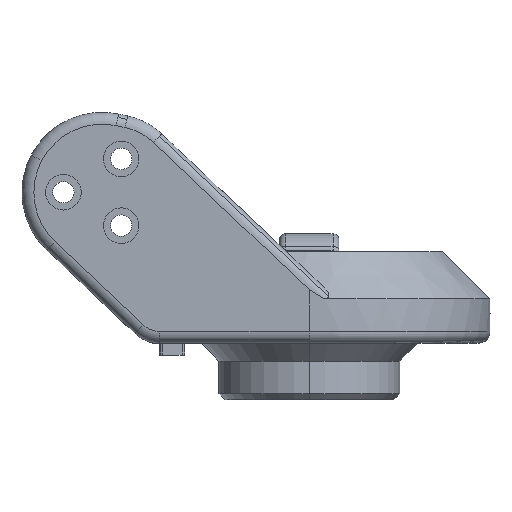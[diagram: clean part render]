
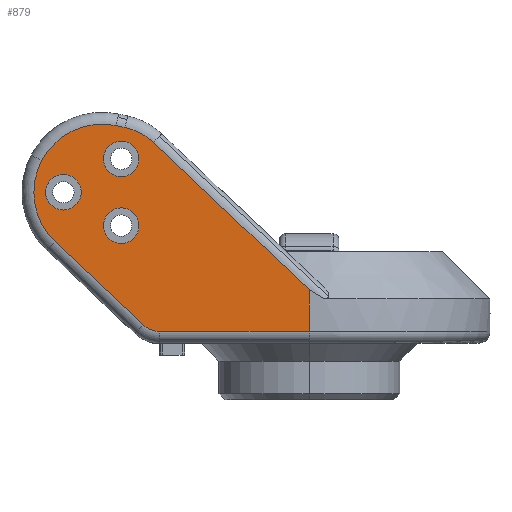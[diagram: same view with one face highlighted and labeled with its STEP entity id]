
A CAD part, left-side view. The second image highlights one B-rep face of the part: STEP entity #879.
In plain terms, the highlighted planar face has unit normal (-1, 0, 0).
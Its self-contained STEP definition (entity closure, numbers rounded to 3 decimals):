
#68 = CARTESIAN_POINT ( 'NONE',  ( -30.5, 31.75, 138.629 ) ) ;
#170 = ORIENTED_EDGE ( 'NONE', *, *, #6318, .T. ) ;
#192 = VERTEX_POINT ( 'NONE', #3203 ) ;
#224 = FACE_OUTER_BOUND ( 'NONE', #2540, .T. ) ;
#292 = EDGE_CURVE ( 'NONE', #4682, #1406, #3919, .T. ) ;
#445 = VERTEX_POINT ( 'NONE', #1690 ) ;
#457 = DIRECTION ( 'NONE',  ( 0., 0., 1. ) ) ;
#576 = CIRCLE ( 'NONE', #6247, 4. ) ;
#579 = VECTOR ( 'NONE', #5261, 1000. ) ;
#581 = CIRCLE ( 'NONE', #4688, 10. ) ;
#616 = ORIENTED_EDGE ( 'NONE', *, *, #3845, .F. ) ;
#626 = DIRECTION ( 'NONE',  ( 1., 0., 0. ) ) ;
#668 = VERTEX_POINT ( 'NONE', #6129 ) ;
#699 = CARTESIAN_POINT ( 'NONE',  ( -30.5, 0., 109.5 ) ) ;
#760 = AXIS2_PLACEMENT_3D ( 'NONE', #4140, #1578, #6089 ) ;
#794 = AXIS2_PLACEMENT_3D ( 'NONE', #5116, #3149, #2071 ) ;
#806 = CARTESIAN_POINT ( 'NONE',  ( -30.5, 42.899, 124.642 ) ) ;
#850 = FACE_BOUND ( 'NONE', #3207, .T. ) ;
#869 = ORIENTED_EDGE ( 'NONE', *, *, #1925, .T. ) ;
#879 = ADVANCED_FACE ( 'NONE', ( #6228, #5218, #850, #224 ), #6324, .T. ) ;
#985 = AXIS2_PLACEMENT_3D ( 'NONE', #5237, #6253, #2938 ) ;
#1014 = DIRECTION ( 'NONE',  ( 1., 0., 0. ) ) ;
#1107 = CARTESIAN_POINT ( 'NONE',  ( -30.5, 25.286, 109.5 ) ) ;
#1128 = CARTESIAN_POINT ( 'NONE',  ( -30.5, 31.75, 127.371 ) ) ;
#1139 = EDGE_CURVE ( 'NONE', #5688, #4682, #2432, .T. ) ;
#1195 = AXIS2_PLACEMENT_3D ( 'NONE', #68, #2532, #5547 ) ;
#1274 = CARTESIAN_POINT ( 'NONE',  ( -30.5, 35., 133. ) ) ;
#1313 = AXIS2_PLACEMENT_3D ( 'NONE', #4088, #5646, #1588 ) ;
#1406 = VERTEX_POINT ( 'NONE', #3036 ) ;
#1539 = CARTESIAN_POINT ( 'NONE',  ( -30.5, 25.286, 113.5 ) ) ;
#1546 = CARTESIAN_POINT ( 'NONE',  ( -30.5, 32.595, 144.246 ) ) ;
#1578 = DIRECTION ( 'NONE',  ( 1., 0., 0. ) ) ;
#1588 = DIRECTION ( 'NONE',  ( 0., -1., 0. ) ) ;
#1674 = ORIENTED_EDGE ( 'NONE', *, *, #5734, .F. ) ;
#1690 = CARTESIAN_POINT ( 'NONE',  ( -30.5, 28.034, 110.593 ) ) ;
#1693 = AXIS2_PLACEMENT_3D ( 'NONE', #4805, #1839, #5801 ) ;
#1694 = DIRECTION ( 'NONE',  ( 1., 0., 0. ) ) ;
#1726 = LINE ( 'NONE', #4839, #579 ) ;
#1822 = CIRCLE ( 'NONE', #5476, 3. ) ;
#1839 = DIRECTION ( 'NONE',  ( -1., 0., 0. ) ) ;
#1925 = EDGE_CURVE ( 'NONE', #2848, #5909, #4324, .T. ) ;
#1943 = CIRCLE ( 'NONE', #794, 11.5 ) ;
#1945 = EDGE_LOOP ( 'NONE', ( #3590, #4531 ) ) ;
#1950 = DIRECTION ( 'NONE',  ( 0., -0.978, -0.209 ) ) ;
#1976 = CARTESIAN_POINT ( 'NONE',  ( -30.5, 6.625, 109.5 ) ) ;
#2029 = ORIENTED_EDGE ( 'NONE', *, *, #292, .F. ) ;
#2030 = CARTESIAN_POINT ( 'NONE',  ( -30.5, 34.75, 138.629 ) ) ;
#2071 = DIRECTION ( 'NONE',  ( 0., 0.885, 0.465 ) ) ;
#2158 = VERTEX_POINT ( 'NONE', #2030 ) ;
#2280 = CARTESIAN_POINT ( 'NONE',  ( -30.5, 45.18, 138.35 ) ) ;
#2294 = EDGE_CURVE ( 'NONE', #5909, #2848, #4752, .T. ) ;
#2319 = DIRECTION ( 'NONE',  ( 1., 0., 0. ) ) ;
#2389 = CARTESIAN_POINT ( 'NONE',  ( -30.5, 41.5, 133. ) ) ;
#2432 = CIRCLE ( 'NONE', #3696, 11.5 ) ;
#2463 = CARTESIAN_POINT ( 'NONE',  ( -30.5, 0., 123. ) ) ;
#2532 = DIRECTION ( 'NONE',  ( 1., 0., 0. ) ) ;
#2540 = EDGE_LOOP ( 'NONE', ( #4200, #5598, #170, #1674, #5630, #2029, #5129, #616, #5071 ) ) ;
#2611 = EDGE_CURVE ( 'NONE', #2158, #668, #4650, .T. ) ;
#2629 = DIRECTION ( 'NONE',  ( 0., -1., 0. ) ) ;
#2703 = VECTOR ( 'NONE', #457, 1000. ) ;
#2720 = VERTEX_POINT ( 'NONE', #699 ) ;
#2751 = AXIS2_PLACEMENT_3D ( 'NONE', #1128, #626, #2629 ) ;
#2848 = VERTEX_POINT ( 'NONE', #5540 ) ;
#2924 = EDGE_CURVE ( 'NONE', #6284, #192, #1822, .T. ) ;
#2938 = DIRECTION ( 'NONE',  ( 0., -1., 0. ) ) ;
#2959 = VERTEX_POINT ( 'NONE', #4300 ) ;
#2986 = ORIENTED_EDGE ( 'NONE', *, *, #2294, .T. ) ;
#3027 = LINE ( 'NONE', #2463, #2703 ) ;
#3031 = EDGE_CURVE ( 'NONE', #192, #6284, #6414, .T. ) ;
#3036 = CARTESIAN_POINT ( 'NONE',  ( -30.5, 31.084, 143.923 ) ) ;
#3149 = DIRECTION ( 'NONE',  ( 1., 0., 0. ) ) ;
#3203 = CARTESIAN_POINT ( 'NONE',  ( -30.5, 44.5, 133. ) ) ;
#3204 = DIRECTION ( 'NONE',  ( 0., 0.885, 0.465 ) ) ;
#3207 = EDGE_LOOP ( 'NONE', ( #4850, #6085 ) ) ;
#3240 = VERTEX_POINT ( 'NONE', #1107 ) ;
#3275 = DIRECTION ( 'NONE',  ( 0., -1., 0. ) ) ;
#3343 = VERTEX_POINT ( 'NONE', #806 ) ;
#3348 = CARTESIAN_POINT ( 'NONE',  ( -30.5, 34.846, 117.031 ) ) ;
#3475 = DIRECTION ( 'NONE',  ( 0., 1., 0. ) ) ;
#3494 = EDGE_CURVE ( 'NONE', #668, #2158, #5599, .T. ) ;
#3533 = VECTOR ( 'NONE', #3475, 1000. ) ;
#3551 = CARTESIAN_POINT ( 'NONE',  ( -30.5, 28.75, 127.371 ) ) ;
#3590 = ORIENTED_EDGE ( 'NONE', *, *, #2924, .T. ) ;
#3696 = AXIS2_PLACEMENT_3D ( 'NONE', #1274, #5725, #3204 ) ;
#3700 = EDGE_CURVE ( 'NONE', #445, #3343, #4897, .T. ) ;
#3705 = CARTESIAN_POINT ( 'NONE',  ( -30.5, 26.307, 141.411 ) ) ;
#3845 = EDGE_CURVE ( 'NONE', #3343, #5688, #1943, .T. ) ;
#3909 = DIRECTION ( 'NONE',  ( 0., 0.727, 0.687 ) ) ;
#3919 = LINE ( 'NONE', #6432, #4507 ) ;
#4082 = CARTESIAN_POINT ( 'NONE',  ( -30.5, 38.5, 133. ) ) ;
#4088 = CARTESIAN_POINT ( 'NONE',  ( -30.5, 31.75, 138.629 ) ) ;
#4140 = CARTESIAN_POINT ( 'NONE',  ( -30.5, 31.75, 127.371 ) ) ;
#4200 = ORIENTED_EDGE ( 'NONE', *, *, #5087, .F. ) ;
#4300 = CARTESIAN_POINT ( 'NONE',  ( -30.5, 0., 116.549 ) ) ;
#4324 = CIRCLE ( 'NONE', #2751, 3. ) ;
#4361 = EDGE_LOOP ( 'NONE', ( #2986, #869 ) ) ;
#4507 = VECTOR ( 'NONE', #1950, 1000. ) ;
#4531 = ORIENTED_EDGE ( 'NONE', *, *, #3031, .T. ) ;
#4541 = EDGE_CURVE ( 'NONE', #1406, #5231, #581, .T. ) ;
#4650 = CIRCLE ( 'NONE', #1195, 3. ) ;
#4682 = VERTEX_POINT ( 'NONE', #1546 ) ;
#4687 = DIRECTION ( 'NONE',  ( 0., -0.465, 0.885 ) ) ;
#4688 = AXIS2_PLACEMENT_3D ( 'NONE', #6203, #1694, #4687 ) ;
#4752 = CIRCLE ( 'NONE', #760, 3. ) ;
#4805 = CARTESIAN_POINT ( 'NONE',  ( -30.5, 13.25, 123.75 ) ) ;
#4839 = CARTESIAN_POINT ( 'NONE',  ( -30.5, 10.297, 126.28 ) ) ;
#4850 = ORIENTED_EDGE ( 'NONE', *, *, #3494, .T. ) ;
#4897 = LINE ( 'NONE', #3348, #6428 ) ;
#5071 = ORIENTED_EDGE ( 'NONE', *, *, #3700, .F. ) ;
#5087 = EDGE_CURVE ( 'NONE', #3240, #445, #576, .T. ) ;
#5116 = CARTESIAN_POINT ( 'NONE',  ( -30.5, 35., 133. ) ) ;
#5129 = ORIENTED_EDGE ( 'NONE', *, *, #1139, .F. ) ;
#5218 = FACE_BOUND ( 'NONE', #1945, .T. ) ;
#5231 = VERTEX_POINT ( 'NONE', #3705 ) ;
#5237 = CARTESIAN_POINT ( 'NONE',  ( -30.5, 41.5, 133. ) ) ;
#5261 = DIRECTION ( 'NONE',  ( 0., -0.727, -0.687 ) ) ;
#5476 = AXIS2_PLACEMENT_3D ( 'NONE', #2389, #2319, #3275 ) ;
#5509 = LINE ( 'NONE', #1976, #3533 ) ;
#5540 = CARTESIAN_POINT ( 'NONE',  ( -30.5, 34.75, 127.371 ) ) ;
#5547 = DIRECTION ( 'NONE',  ( 0., -1., 0. ) ) ;
#5598 = ORIENTED_EDGE ( 'NONE', *, *, #6224, .F. ) ;
#5599 = CIRCLE ( 'NONE', #1313, 3. ) ;
#5630 = ORIENTED_EDGE ( 'NONE', *, *, #4541, .F. ) ;
#5646 = DIRECTION ( 'NONE',  ( 1., 0., 0. ) ) ;
#5688 = VERTEX_POINT ( 'NONE', #2280 ) ;
#5725 = DIRECTION ( 'NONE',  ( 1., 0., 0. ) ) ;
#5734 = EDGE_CURVE ( 'NONE', #5231, #2959, #1726, .T. ) ;
#5801 = DIRECTION ( 'NONE',  ( 0., 1., 0. ) ) ;
#5909 = VERTEX_POINT ( 'NONE', #3551 ) ;
#5955 = DIRECTION ( 'NONE',  ( 0., 0.37, -0.929 ) ) ;
#6085 = ORIENTED_EDGE ( 'NONE', *, *, #2611, .T. ) ;
#6089 = DIRECTION ( 'NONE',  ( 0., -1., 0. ) ) ;
#6129 = CARTESIAN_POINT ( 'NONE',  ( -30.5, 28.75, 138.629 ) ) ;
#6203 = CARTESIAN_POINT ( 'NONE',  ( -30.5, 33.175, 134.144 ) ) ;
#6224 = EDGE_CURVE ( 'NONE', #2720, #3240, #5509, .T. ) ;
#6228 = FACE_BOUND ( 'NONE', #4361, .T. ) ;
#6247 = AXIS2_PLACEMENT_3D ( 'NONE', #1539, #1014, #5955 ) ;
#6253 = DIRECTION ( 'NONE',  ( 1., 0., 0. ) ) ;
#6284 = VERTEX_POINT ( 'NONE', #4082 ) ;
#6318 = EDGE_CURVE ( 'NONE', #2720, #2959, #3027, .T. ) ;
#6324 = PLANE ( 'NONE',  #1693 ) ;
#6414 = CIRCLE ( 'NONE', #985, 3. ) ;
#6428 = VECTOR ( 'NONE', #3909, 1000. ) ;
#6432 = CARTESIAN_POINT ( 'NONE',  ( -30.5, -5.047, 136.197 ) ) ;
